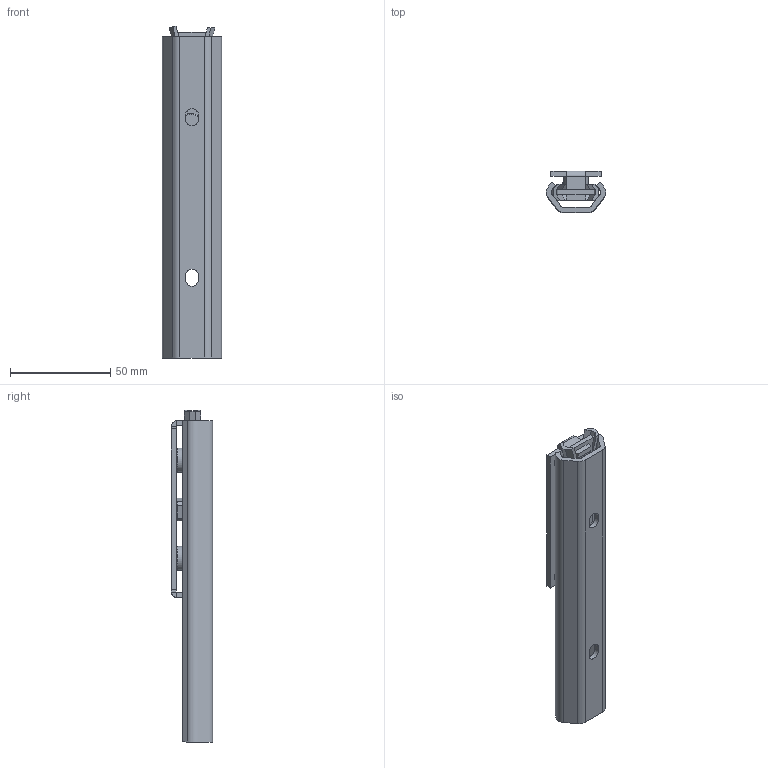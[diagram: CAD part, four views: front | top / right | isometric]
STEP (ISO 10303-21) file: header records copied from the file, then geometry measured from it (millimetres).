
FILE_DESCRIPTION (( 'STEP AP214' ), '1' );
FILE_NAME ('SXTE30-160_1_LXWL30-88-2RS-40_0-40_0-Rollco.step', '2020-06-24T13:11:25', ( '' ), ( '' ), 'SwSTEP 2.0', 'SolidWorks 2010', '' );
FILE_SCHEMA (( 'AUTOMOTIVE_DESIGN' ));
Length unit declared in the file: millimetre
Products named in the file (7): Rail-SXTE30-160-Rollco_Rail-SXTE30-160-Rollco; Slider-LXWL30-88-2RS-Rollco_Slider-LXWL30-88-2RS-Rollco; Screw-LXWL30-Rollco_Screw-LXWL30-Rollco; Wheel-RXBLNX30-2RS-Rollco_Wheel-RXBLNX30-2RS-Rollco; Wheel-RXBLAX30-2RS-Rollco_Wheel-RXBLAX30-2RS-Rollco; SXTE30-160_1_LXWL30-88-2RS-40_0-40_0-Rollco
Assembly tree (9 placements, depth 3):
  SXTE30-160_1_LXWL30-88-2RS-40_0-40_0-Rollco
    Rail-SXTE30-160-Rollco_Rail-SXTE30-160-Rollco
    Slider-LXWL30-88-2RS-Rollco_Slider-LXWL30-88-2RS-Rollco
      Slider-LXWL30-88-2RS-Rollco_Slider-LXWL30-88-2RS-Rollco
      Screw-LXWL30-Rollco_Screw-LXWL30-Rollco  x3
      Wheel-RXBLNX30-2RS-Rollco_Wheel-RXBLNX30-2RS-Rollco  x2
      Wheel-RXBLAX30-2RS-Rollco_Wheel-RXBLAX30-2RS-Rollco
Bounding box: 29.5 x 20.5 x 165.43 mm (x, y, z)
Volume: 31614.1 mm3; surface area: 32515.5 mm2
Topology: 8 solids, 17 shells, 292 faces, 673 edges, 430 vertices
Faces by surface type: plane 205, bspline 64, cylinder 20, cone 3
Full cylindrical faces by diameter (mm): 5 x4
Entity records: 7162 total; most frequent: CARTESIAN_POINT 1543, DIRECTION 960, ORIENTED_EDGE 920, EDGE_CURVE 460, LINE 334, VECTOR 334, VERTEX_POINT 314, AXIS2_PLACEMENT_3D 313
